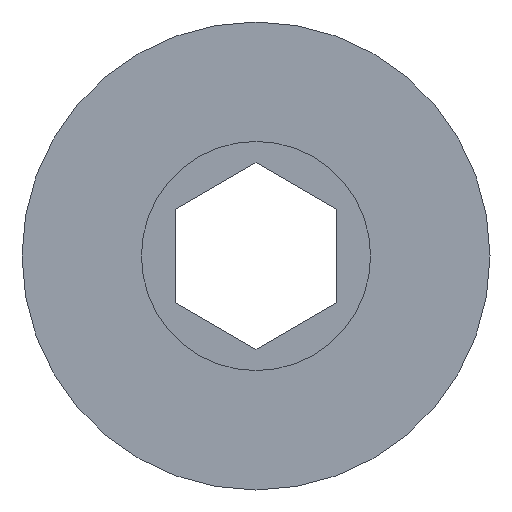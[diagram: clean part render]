
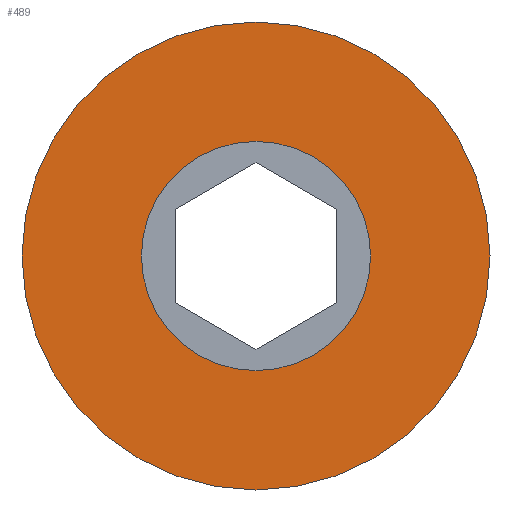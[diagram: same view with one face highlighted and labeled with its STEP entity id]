
A CAD part, left-side view. The second image highlights one B-rep face of the part: STEP entity #489.
In plain terms, the highlighted planar face has unit normal (-1, 0, 0).
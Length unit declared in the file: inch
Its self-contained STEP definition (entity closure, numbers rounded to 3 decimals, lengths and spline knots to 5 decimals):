
#2 = FACE_OUTER_BOUND ( 'NONE', #344, .T. ) ;
#9 = DIRECTION ( 'NONE',  ( -1., 0., 0. ) ) ;
#12 = DIRECTION ( 'NONE',  ( 0., 0., -1. ) ) ;
#29 = CIRCLE ( 'NONE', #199, 0.725 ) ;
#39 = CARTESIAN_POINT ( 'NONE',  ( 0., 0., 0. ) ) ;
#52 = EDGE_CURVE ( 'NONE', #513, #350, #505, .T. ) ;
#57 = DIRECTION ( 'NONE',  ( 0., 0., -1. ) ) ;
#112 = EDGE_CURVE ( 'NONE', #471, #201, #176, .T. ) ;
#135 = CARTESIAN_POINT ( 'NONE',  ( 0., 0., 0.355 ) ) ;
#176 = CIRCLE ( 'NONE', #303, 0.725 ) ;
#177 = CARTESIAN_POINT ( 'NONE',  ( 0., 0., 0. ) ) ;
#179 = AXIS2_PLACEMENT_3D ( 'NONE', #474, #434, #57 ) ;
#187 = DIRECTION ( 'NONE',  ( 0., 0., -1. ) ) ;
#191 = DIRECTION ( 'NONE',  ( 1., 0., 0. ) ) ;
#193 = CARTESIAN_POINT ( 'NONE',  ( 0., 0., 0. ) ) ;
#199 = AXIS2_PLACEMENT_3D ( 'NONE', #193, #191, #232 ) ;
#200 = CARTESIAN_POINT ( 'NONE',  ( 0., 0., 0.725 ) ) ;
#201 = VERTEX_POINT ( 'NONE', #200 ) ;
#209 = AXIS2_PLACEMENT_3D ( 'NONE', #427, #533, #187 ) ;
#232 = DIRECTION ( 'NONE',  ( 0., 0., -1. ) ) ;
#251 = DIRECTION ( 'NONE',  ( 0., 0., -1. ) ) ;
#256 = CIRCLE ( 'NONE', #209, 0.355 ) ;
#286 = DIRECTION ( 'NONE',  ( 1., 0., 0. ) ) ;
#290 = CARTESIAN_POINT ( 'NONE',  ( 0., 0., -0.355 ) ) ;
#303 = AXIS2_PLACEMENT_3D ( 'NONE', #177, #286, #12 ) ;
#305 = ORIENTED_EDGE ( 'NONE', *, *, #450, .F. ) ;
#344 = EDGE_LOOP ( 'NONE', ( #305, #409 ) ) ;
#349 = ORIENTED_EDGE ( 'NONE', *, *, #52, .F. ) ;
#350 = VERTEX_POINT ( 'NONE', #290 ) ;
#370 = AXIS2_PLACEMENT_3D ( 'NONE', #39, #9, #251 ) ;
#409 = ORIENTED_EDGE ( 'NONE', *, *, #112, .F. ) ;
#427 = CARTESIAN_POINT ( 'NONE',  ( 0., 0., 0. ) ) ;
#428 = ORIENTED_EDGE ( 'NONE', *, *, #435, .F. ) ;
#434 = DIRECTION ( 'NONE',  ( 1., 0., 0. ) ) ;
#435 = EDGE_CURVE ( 'NONE', #350, #513, #256, .T. ) ;
#450 = EDGE_CURVE ( 'NONE', #201, #471, #29, .T. ) ;
#471 = VERTEX_POINT ( 'NONE', #482 ) ;
#474 = CARTESIAN_POINT ( 'NONE',  ( 0., 0., 0. ) ) ;
#482 = CARTESIAN_POINT ( 'NONE',  ( 0., 0., -0.725 ) ) ;
#489 = ADVANCED_FACE ( 'NONE', ( #2, #497 ), #528, .F. ) ;
#497 = FACE_BOUND ( 'NONE', #539, .T. ) ;
#505 = CIRCLE ( 'NONE', #370, 0.355 ) ;
#513 = VERTEX_POINT ( 'NONE', #135 ) ;
#528 = PLANE ( 'NONE',  #179 ) ;
#533 = DIRECTION ( 'NONE',  ( -1., 0., 0. ) ) ;
#539 = EDGE_LOOP ( 'NONE', ( #428, #349 ) ) ;
